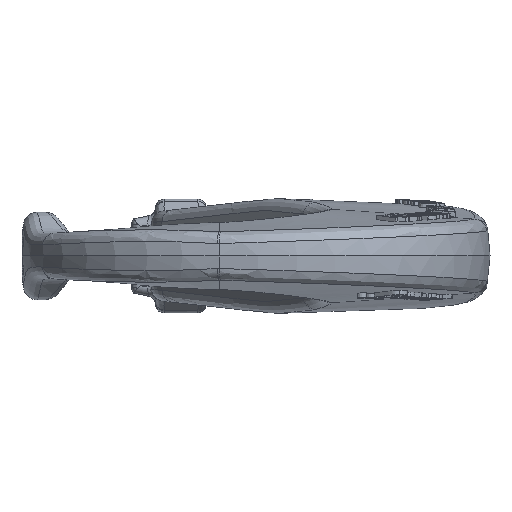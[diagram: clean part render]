
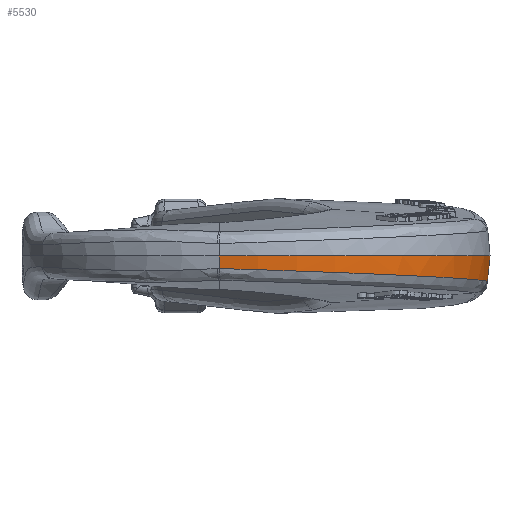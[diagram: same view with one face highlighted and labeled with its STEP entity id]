
A CAD part, front view. The second image highlights one B-rep face of the part: STEP entity #5530.
In plain terms, the highlighted conical face has half-angle 6 degrees and reference radius 54 mm.
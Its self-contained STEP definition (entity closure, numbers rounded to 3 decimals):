
#98=CONICAL_SURFACE('',#17953,54.,6.);
#1118=LINE('',#29978,#1825);
#1127=LINE('',#32805,#1834);
#1825=VECTOR('',#20868,1.);
#1834=VECTOR('',#20907,1.);
#3239=B_SPLINE_CURVE_WITH_KNOTS('',3,(#41573,#41574,#41575,#41576,#41577,
#41578,#41579,#41580,#41581,#41582,#41583,#41584,#41585,#41586,#41587,#41588),
 .UNSPECIFIED.,.F.,.F.,(4,2,2,2,2,2,2,4),(0.,0.125,0.25,0.5,0.625,0.75,
0.875,1.),.UNSPECIFIED.);
#3240=B_SPLINE_CURVE_WITH_KNOTS('',3,(#41590,#41591,#41592,#41593,#41594,
#41595,#41596,#41597,#41598,#41599,#41600,#41601),.UNSPECIFIED.,.F.,.F.,
(4,2,2,2,2,4),(0.,0.25,0.375,0.5,0.75,1.),.UNSPECIFIED.);
#4521=FACE_OUTER_BOUND('',#6949,.T.);
#5530=ADVANCED_FACE('',(#4521),#98,.T.);
#6949=EDGE_LOOP('',(#11325,#11326,#11327,#11328,#11329));
#11325=ORIENTED_EDGE('',*,*,#14921,.F.);
#11326=ORIENTED_EDGE('',*,*,#15691,.F.);
#11327=ORIENTED_EDGE('',*,*,#15067,.T.);
#11328=ORIENTED_EDGE('',*,*,#15721,.T.);
#11329=ORIENTED_EDGE('',*,*,#15722,.T.);
#12809=VERTEX_POINT('',#29970);
#12811=VERTEX_POINT('',#29979);
#12933=VERTEX_POINT('',#32637);
#12954=VERTEX_POINT('',#32804);
#13353=VERTEX_POINT('',#41589);
#14921=EDGE_CURVE('',#12809,#12811,#1118,.T.);
#15067=EDGE_CURVE('',#12933,#12954,#1127,.T.);
#15691=EDGE_CURVE('',#12933,#12809,#16540,.T.);
#15721=EDGE_CURVE('',#12954,#13353,#3239,.T.);
#15722=EDGE_CURVE('',#13353,#12811,#3240,.T.);
#16540=CIRCLE('',#17937,54.);
#17937=AXIS2_PLACEMENT_3D('',#40478,#21486,#21487);
#17953=AXIS2_PLACEMENT_3D('',#41602,#21523,#21524);
#20868=DIRECTION('',(-0.086,-0.059,-0.995));
#20907=DIRECTION('',(0.015,0.103,-0.995));
#21486=DIRECTION('',(0.,0.,1.));
#21487=DIRECTION('',(1.,0.,0.));
#21523=DIRECTION('',(0.,0.,1.));
#21524=DIRECTION('',(-1.,0.,0.));
#29970=CARTESIAN_POINT('',(52.527,35.673,0.));
#29978=CARTESIAN_POINT('',(52.527,35.673,0.));
#29979=CARTESIAN_POINT('',(51.751,35.145,-8.933));
#32637=CARTESIAN_POINT('',(0.,-48.091,0.));
#32804=CARTESIAN_POINT('',(0.044,-47.794,-2.859));
#32805=CARTESIAN_POINT('',(0.,-48.091,0.));
#40478=CARTESIAN_POINT('',(7.855,5.335,0.));
#41573=CARTESIAN_POINT('',(0.044,-47.794,-2.859));
#41574=CARTESIAN_POINT('',(3.642,-48.312,-2.964));
#41575=CARTESIAN_POINT('',(7.239,-48.459,-3.074));
#41576=CARTESIAN_POINT('',(14.427,-48.035,-3.31));
#41577=CARTESIAN_POINT('',(18.042,-47.451,-3.436));
#41578=CARTESIAN_POINT('',(28.469,-44.662,-3.82));
#41579=CARTESIAN_POINT('',(35.07,-41.362,-4.091));
#41580=CARTESIAN_POINT('',(43.541,-34.725,-4.483));
#41581=CARTESIAN_POINT('',(46.181,-32.188,-4.614));
#41582=CARTESIAN_POINT('',(50.838,-26.703,-4.865));
#41583=CARTESIAN_POINT('',(52.873,-23.753,-4.986));
#41584=CARTESIAN_POINT('',(56.349,-17.434,-5.221));
#41585=CARTESIAN_POINT('',(57.775,-14.072,-5.334));
#41586=CARTESIAN_POINT('',(59.899,-7.224,-5.542));
#41587=CARTESIAN_POINT('',(60.619,-3.697,-5.639));
#41588=CARTESIAN_POINT('',(60.978,-0.079,-5.731));
#41589=CARTESIAN_POINT('',(60.978,-0.079,-5.731));
#41590=CARTESIAN_POINT('',(60.978,-0.079,-5.731));
#41591=CARTESIAN_POINT('',(61.26,3.031,-6.056));
#41592=CARTESIAN_POINT('',(61.276,6.125,-6.302));
#41593=CARTESIAN_POINT('',(60.897,10.726,-6.726));
#41594=CARTESIAN_POINT('',(60.704,12.253,-6.872));
#41595=CARTESIAN_POINT('',(60.182,15.291,-7.198));
#41596=CARTESIAN_POINT('',(59.847,16.796,-7.442));
#41597=CARTESIAN_POINT('',(58.649,21.305,-8.041));
#41598=CARTESIAN_POINT('',(57.607,24.235,-8.262));
#41599=CARTESIAN_POINT('',(55.045,29.855,-8.655));
#41600=CARTESIAN_POINT('',(53.525,32.559,-8.79));
#41601=CARTESIAN_POINT('',(51.751,35.145,-8.933));
#41602=CARTESIAN_POINT('',(7.855,5.335,0.));
